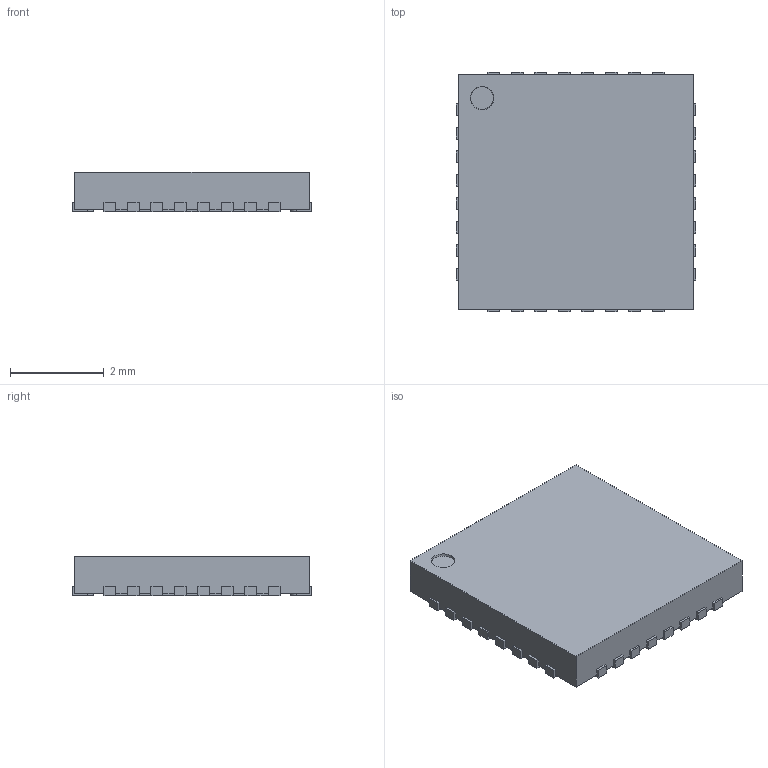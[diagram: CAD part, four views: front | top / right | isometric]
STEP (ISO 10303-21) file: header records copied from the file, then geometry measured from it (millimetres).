
FILE_DESCRIPTION (( 'STEP AP214' ), '1' );
FILE_NAME ('User Library-ESP8266EX.STEP', '2021-01-12T14:34:54', ( '' ), ( '' ), 'SwSTEP 2.0', 'SolidWorks 2020', '' );
FILE_SCHEMA (( 'AUTOMOTIVE_DESIGN' ));
Length unit declared in the file: millimetre
Products named in the file (1): User Library-ESP8266EX
Bounding box: 5.1 x 5.1 x 0.85 mm (x, y, z)
Volume: 20.9 mm3; surface area: 70.2 mm2
Topology: 1 solids, 1 shells, 274 faces, 810 edges, 540 vertices
Faces by surface type: plane 205, cylinder 67, cone 2
Entity records: 12041 total; most frequent: CARTESIAN_POINT 1625, ORIENTED_EDGE 1620, DIRECTION 1498, EDGE_CURVE 810, VECTOR 672, LINE 672, VERTEX_POINT 540, AXIS2_PLACEMENT_3D 413
